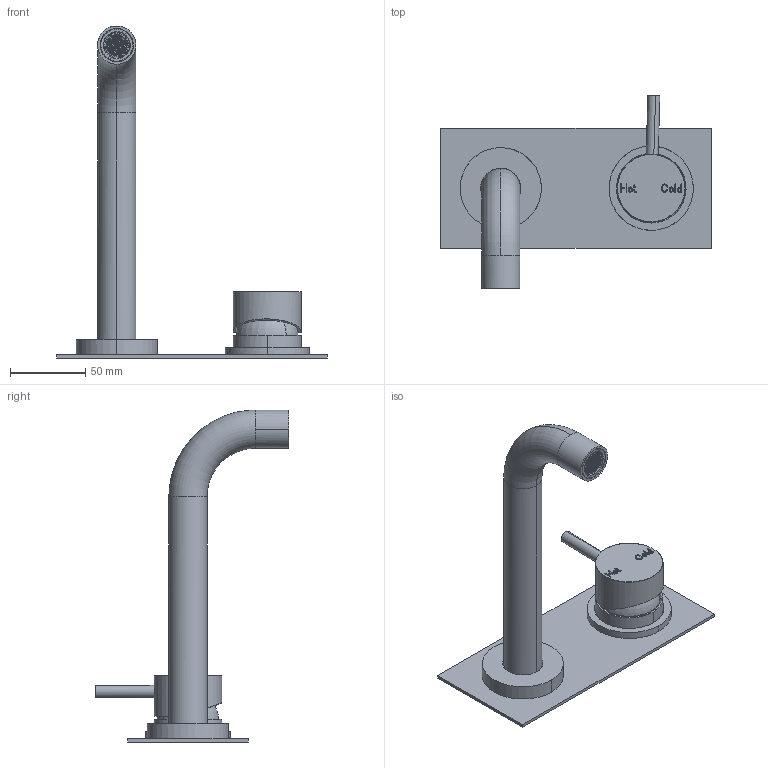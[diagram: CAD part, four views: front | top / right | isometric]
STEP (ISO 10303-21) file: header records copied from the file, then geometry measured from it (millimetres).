
FILE_DESCRIPTION (( 'STEP AP214' ), '1' );
FILE_NAME ('SUSSEX_SCALA_SWBMS25200RH6_wall_basin_mixer_outlet_system_with_25mm_curved_outlet_rh_6_shell.STEP', '2021-05-24T01:06:09', ( '' ), ( '' ), 'SwSTEP 2.0', 'SolidWorks 2020', '' );
FILE_SCHEMA (( 'AUTOMOTIVE_DESIGN' ));
Length unit declared in the file: millimetre
Products named in the file (1): SUSSEX_SCALA_SWBMS25200RH6_wall_basin_mixer_outlet_system_with_25mm_curved_outlet_rh_6_shell
Bounding box: 180 x 128.59 x 220.7 mm (x, y, z)
Volume: 121831.2 mm3; surface area: 95393.1 mm2
Topology: 11 solids, 11 shells, 1354 faces, 3423 edges, 2269 vertices
Faces by surface type: plane 992, cone 195, cylinder 100, bspline 57, torus 10
Entity records: 49275 total; most frequent: CARTESIAN_POINT 21514, ORIENTED_EDGE 6842, EDGE_CURVE 3421, B_SPLINE_CURVE_WITH_KNOTS 3421, DIRECTION 2596, VERTEX_POINT 2269, EDGE_LOOP 1540, ADVANCED_FACE 1354
